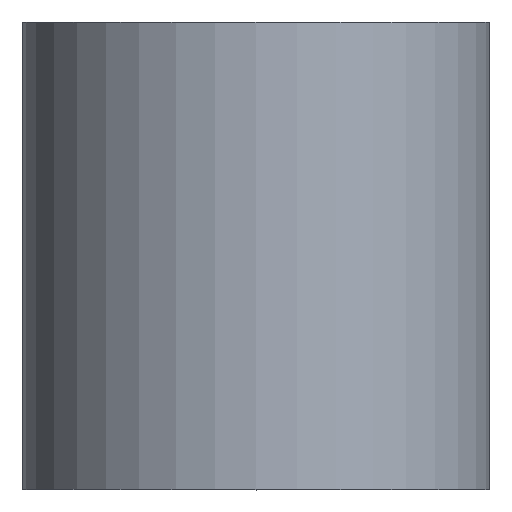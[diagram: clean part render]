
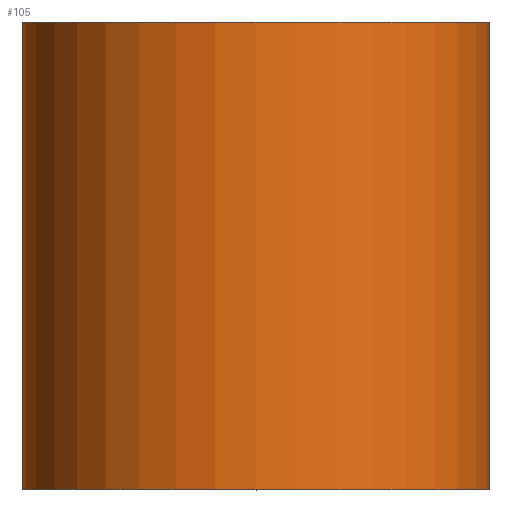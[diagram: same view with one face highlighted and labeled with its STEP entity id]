
A CAD part, top view. The second image highlights one B-rep face of the part: STEP entity #105.
In plain terms, the highlighted cylindrical face has radius 5 mm (diameter 10 mm), a partial arc.
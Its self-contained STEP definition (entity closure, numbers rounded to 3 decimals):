
#11=CARTESIAN_POINT('',(0.,0.,0.));
#12=DIRECTION('',(0.,-1.,0.));
#13=DIRECTION('',(1.,0.,0.));
#14=AXIS2_PLACEMENT_3D('',#11,#12,#13);
#16=DIRECTION('',(0.,1.,0.));
#17=VECTOR('',#16,10.);
#18=CARTESIAN_POINT('',(5.,0.,0.));
#19=LINE('',#18,#17);
#20=DIRECTION('',(0.,1.,0.));
#21=VECTOR('',#20,10.);
#22=CARTESIAN_POINT('',(-5.,0.,0.));
#23=LINE('',#22,#21);
#34=CARTESIAN_POINT('',(0.,10.,0.));
#35=DIRECTION('',(0.,-1.,0.));
#36=DIRECTION('',(1.,0.,0.));
#37=AXIS2_PLACEMENT_3D('',#34,#35,#36);
#57=CARTESIAN_POINT('',(5.,0.,0.));
#58=CARTESIAN_POINT('',(5.,10.,0.));
#59=VERTEX_POINT('',#57);
#60=VERTEX_POINT('',#58);
#61=CARTESIAN_POINT('',(-5.,0.,0.));
#62=CARTESIAN_POINT('',(-5.,10.,0.));
#63=VERTEX_POINT('',#61);
#64=VERTEX_POINT('',#62);
#91=CARTESIAN_POINT('',(0.,0.,0.));
#92=DIRECTION('',(0.,-1.,0.));
#93=DIRECTION('',(-1.,0.,0.));
#94=AXIS2_PLACEMENT_3D('',#91,#92,#93);
#95=CYLINDRICAL_SURFACE('',#94,5.);
#97=ORIENTED_EDGE('',*,*,#96,.F.);
#98=ORIENTED_EDGE('',*,*,#78,.T.);
#100=ORIENTED_EDGE('',*,*,#99,.T.);
#102=ORIENTED_EDGE('',*,*,#101,.F.);
#103=EDGE_LOOP('',(#97,#98,#100,#102));
#104=FACE_OUTER_BOUND('',#103,.F.);
#105=ADVANCED_FACE('',(#104),#95,.T.);
#15=CIRCLE('',#14,5.);
#38=CIRCLE('',#37,5.);
#78=EDGE_CURVE('',#59,#63,#15,.T.);
#96=EDGE_CURVE('',#59,#60,#19,.T.);
#99=EDGE_CURVE('',#63,#64,#23,.T.);
#101=EDGE_CURVE('',#60,#64,#38,.T.);
